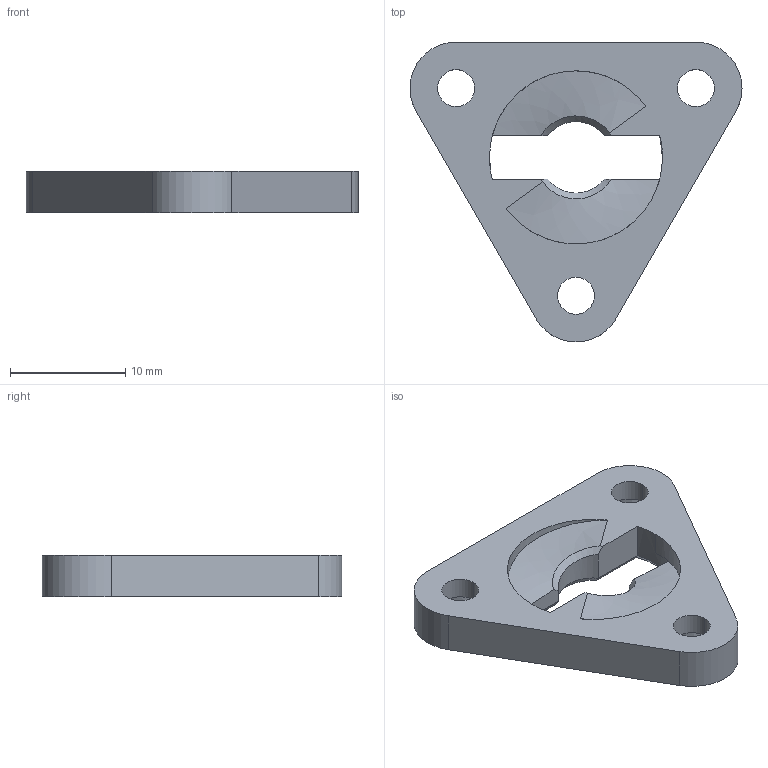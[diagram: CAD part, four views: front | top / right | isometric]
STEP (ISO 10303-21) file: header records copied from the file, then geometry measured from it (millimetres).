
FILE_DESCRIPTION (( 'STEP AP214' ), '1' );
FILE_NAME ('wedge_plate.STEP', '2020-08-03T19:46:06', ( '' ), ( '' ), 'SwSTEP 2.0', 'SolidWorks 2019', '' );
FILE_SCHEMA (( 'AUTOMOTIVE_DESIGN' ));
Length unit declared in the file: millimetre
Products named in the file (1): wedge_plate
Bounding box: 28.78 x 26 x 3.6 mm (x, y, z)
Volume: 1279.3 mm3; surface area: 1332.7 mm2
Topology: 1 solids, 1 shells, 45 faces, 113 edges, 70 vertices
Faces by surface type: cylinder 15, plane 13, cone 11, bspline 6
Entity records: 2469 total; most frequent: CARTESIAN_POINT 1395, ORIENTED_EDGE 226, DIRECTION 203, EDGE_CURVE 113, AXIS2_PLACEMENT_3D 78, VERTEX_POINT 70, EDGE_LOOP 53, VECTOR 47
